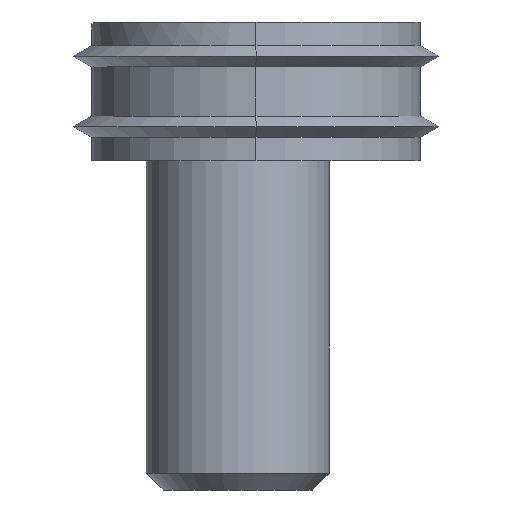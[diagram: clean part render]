
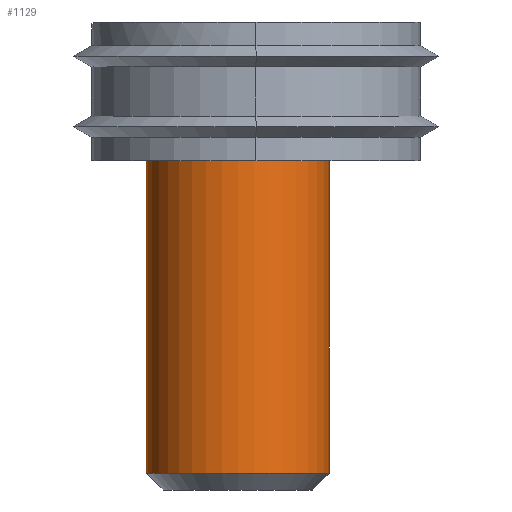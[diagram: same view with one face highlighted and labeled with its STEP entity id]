
A CAD part, left-side view. The second image highlights one B-rep face of the part: STEP entity #1129.
In plain terms, the highlighted cylindrical face has radius 6.35 mm (diameter 12.7 mm), a partial arc.
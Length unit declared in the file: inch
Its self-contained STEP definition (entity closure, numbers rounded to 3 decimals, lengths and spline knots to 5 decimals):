
#302 = DIRECTION ( 'NONE',  ( -1., 0., 0. ) ) ;
#303 = VECTOR ( 'NONE', #302, 39.37008 ) ;
#304 = CARTESIAN_POINT ( 'NONE',  ( 0., 0., 0.25 ) ) ;
#305 = LINE ( 'NONE', #304, #303 ) ;
#306 = CARTESIAN_POINT ( 'NONE',  ( 0.265, 0., 0.25 ) ) ;
#307 = DIRECTION ( 'NONE',  ( 0., 0., 1. ) ) ;
#308 = DIRECTION ( 'NONE',  ( -1., 0., 0. ) ) ;
#309 = CARTESIAN_POINT ( 'NONE',  ( 0.265, 0., 0. ) ) ;
#310 = AXIS2_PLACEMENT_3D ( 'NONE', #309, #308, #307 ) ;
#486 = CIRCLE ( 'NONE', #310, 0.25 ) ;
#641 = CARTESIAN_POINT ( 'NONE',  ( 0., 0., 0. ) ) ;
#642 = CIRCLE ( 'NONE', #827, 0.25 ) ;
#643 = CYLINDRICAL_SURFACE ( 'NONE', #830, 0.25 ) ;
#644 = FACE_OUTER_BOUND ( 'NONE', #1130, .T. ) ;
#817 = CARTESIAN_POINT ( 'NONE',  ( 0.265, 0., -0.25 ) ) ;
#818 = DIRECTION ( 'NONE',  ( -1., 0., 0. ) ) ;
#819 = VECTOR ( 'NONE', #818, 39.37008 ) ;
#820 = CARTESIAN_POINT ( 'NONE',  ( 0., 0., -0.25 ) ) ;
#821 = LINE ( 'NONE', #820, #819 ) ;
#822 = CARTESIAN_POINT ( 'NONE',  ( 1.2242, 0., -0.25 ) ) ;
#823 = CARTESIAN_POINT ( 'NONE',  ( 1.2242, 0., 0.25 ) ) ;
#824 = DIRECTION ( 'NONE',  ( 0., 0., 1. ) ) ;
#825 = DIRECTION ( 'NONE',  ( -1., 0., 0. ) ) ;
#826 = CARTESIAN_POINT ( 'NONE',  ( 1.2242, 0., 0. ) ) ;
#827 = AXIS2_PLACEMENT_3D ( 'NONE', #826, #825, #824 ) ;
#828 = DIRECTION ( 'NONE',  ( 0., 0., 1. ) ) ;
#829 = DIRECTION ( 'NONE',  ( -1., 0., 0. ) ) ;
#830 = AXIS2_PLACEMENT_3D ( 'NONE', #641, #829, #828 ) ;
#1129 = ADVANCED_FACE ( 'NONE', ( #644 ), #643, .T. ) ;
#1130 = EDGE_LOOP ( 'NONE', ( #1131, #1135, #1209, #1212 ) ) ;
#1131 = ORIENTED_EDGE ( 'NONE', *, *, #1132, .T. ) ;
#1132 = EDGE_CURVE ( 'NONE', #1133, #1134, #642, .T. ) ;
#1133 = VERTEX_POINT ( 'NONE', #823 ) ;
#1134 = VERTEX_POINT ( 'NONE', #822 ) ;
#1135 = ORIENTED_EDGE ( 'NONE', *, *, #1136, .T. ) ;
#1136 = EDGE_CURVE ( 'NONE', #1134, #1137, #821, .T. ) ;
#1137 = VERTEX_POINT ( 'NONE', #817 ) ;
#1209 = ORIENTED_EDGE ( 'NONE', *, *, #1210, .F. ) ;
#1210 = EDGE_CURVE ( 'NONE', #1211, #1137, #486, .T. ) ;
#1211 = VERTEX_POINT ( 'NONE', #306 ) ;
#1212 = ORIENTED_EDGE ( 'NONE', *, *, #1213, .F. ) ;
#1213 = EDGE_CURVE ( 'NONE', #1133, #1211, #305, .T. ) ;
